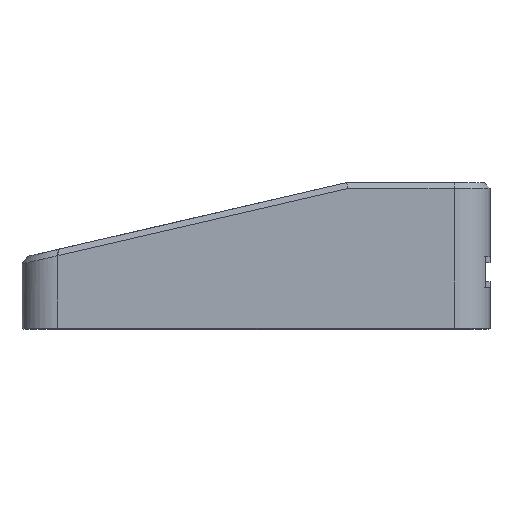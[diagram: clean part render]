
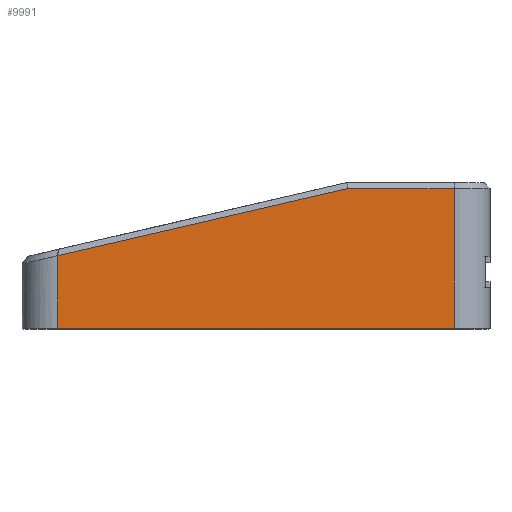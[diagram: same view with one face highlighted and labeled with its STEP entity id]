
A CAD part, left-side view. The second image highlights one B-rep face of the part: STEP entity #9991.
In plain terms, the highlighted planar face has unit normal (-1, 0, 0).
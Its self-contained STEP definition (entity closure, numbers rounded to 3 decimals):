
#491=B_SPLINE_CURVE_WITH_KNOTS('',3,(#17131,#17132,#17133,#17134),
 .UNSPECIFIED.,.F.,.F.,(4,4),(1.533,1.571),
 .UNSPECIFIED.);
#1022=PLANE('',#10340);
#1553=FACE_OUTER_BOUND('',#2121,.T.);
#2121=EDGE_LOOP('',(#9312,#9313,#9314,#9315,#9316,#9317));
#2216=LINE('',#12151,#3178);
#3072=LINE('',#17091,#4034);
#3082=LINE('',#17120,#4044);
#3083=LINE('',#17128,#4045);
#3084=LINE('',#17130,#4046);
#3178=VECTOR('',#10499,10.);
#4034=VECTOR('',#11885,10.);
#4044=VECTOR('',#11917,10.);
#4045=VECTOR('',#11920,10.);
#4046=VECTOR('',#11921,10.);
#4157=VERTEX_POINT('',#12148);
#4158=VERTEX_POINT('',#12150);
#5055=VERTEX_POINT('',#17090);
#5058=VERTEX_POINT('',#17119);
#5059=VERTEX_POINT('',#17127);
#5060=VERTEX_POINT('',#17129);
#5145=EDGE_CURVE('',#4157,#4158,#2216,.T.);
#6490=EDGE_CURVE('',#4158,#5055,#3072,.T.);
#6503=EDGE_CURVE('',#5055,#5058,#3082,.T.);
#6505=EDGE_CURVE('',#5059,#4157,#3083,.T.);
#6506=EDGE_CURVE('',#5060,#5059,#3084,.T.);
#6507=EDGE_CURVE('',#5058,#5060,#491,.T.);
#9312=ORIENTED_EDGE('',*,*,#6490,.F.);
#9313=ORIENTED_EDGE('',*,*,#5145,.F.);
#9314=ORIENTED_EDGE('',*,*,#6505,.F.);
#9315=ORIENTED_EDGE('',*,*,#6506,.F.);
#9316=ORIENTED_EDGE('',*,*,#6507,.F.);
#9317=ORIENTED_EDGE('',*,*,#6503,.F.);
#9991=ADVANCED_FACE('',(#1553),#1022,.T.);
#10340=AXIS2_PLACEMENT_3D('',#17126,#11918,#11919);
#10499=DIRECTION('',(0.,0.,-1.));
#11885=DIRECTION('',(0.,1.,0.));
#11917=DIRECTION('',(0.,0.,1.));
#11918=DIRECTION('center_axis',(-1.,0.,0.));
#11919=DIRECTION('ref_axis',(0.,-1.,0.));
#11920=DIRECTION('',(0.,-1.,0.));
#11921=DIRECTION('',(0.,-0.974,0.226));
#12148=CARTESIAN_POINT('',(-19.5,-16.6,11.8));
#12150=CARTESIAN_POINT('',(-19.5,-16.6,0.1));
#12151=CARTESIAN_POINT('',(-19.5,-16.6,0.));
#17090=CARTESIAN_POINT('',(-19.5,16.6,0.1));
#17091=CARTESIAN_POINT('',(-19.5,9.8,0.1));
#17119=CARTESIAN_POINT('',(-19.5,16.6,6.182));
#17120=CARTESIAN_POINT('',(-19.5,16.6,0.));
#17126=CARTESIAN_POINT('Origin',(-19.5,19.6,0.));
#17127=CARTESIAN_POINT('',(-19.5,-7.657,11.8));
#17128=CARTESIAN_POINT('',(-19.5,9.8,11.8));
#17129=CARTESIAN_POINT('',(-19.5,16.487,6.208));
#17130=CARTESIAN_POINT('',(-19.5,6.547,8.51));
#17131=CARTESIAN_POINT('Ctrl Pts',(-19.5,16.6,6.182));
#17132=CARTESIAN_POINT('Ctrl Pts',(-19.5,16.562,6.19));
#17133=CARTESIAN_POINT('Ctrl Pts',(-19.5,16.525,6.199));
#17134=CARTESIAN_POINT('Ctrl Pts',(-19.5,16.487,6.208));
